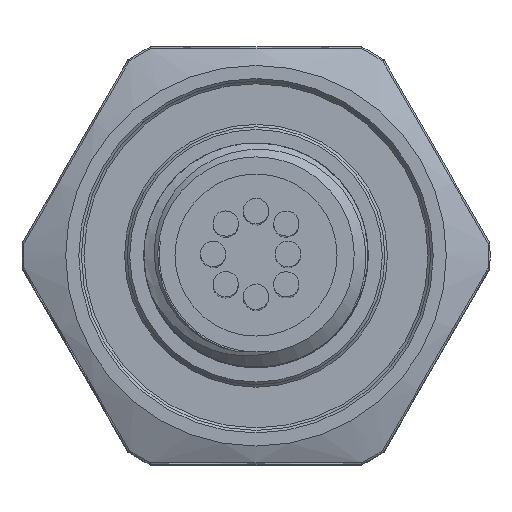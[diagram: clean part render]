
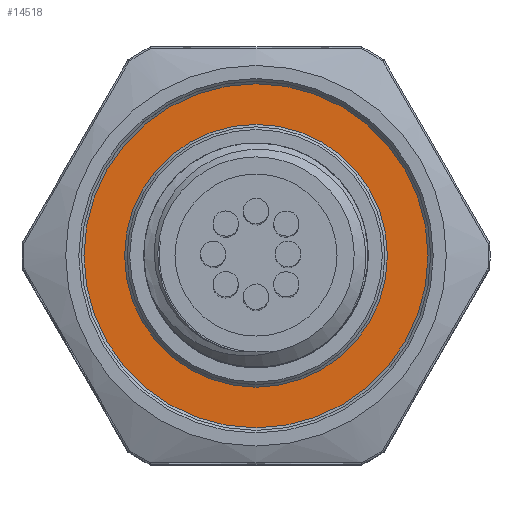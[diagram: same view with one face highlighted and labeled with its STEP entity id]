
A CAD part, top view. The second image highlights one B-rep face of the part: STEP entity #14518.
In plain terms, the highlighted planar face has unit normal (0, 0, 1).
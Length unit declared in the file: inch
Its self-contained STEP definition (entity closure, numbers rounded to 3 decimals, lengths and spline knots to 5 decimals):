
#716=CIRCLE($,#15503,0.3345);
#721=CIRCLE($,#15510,0.2555);
#1319=FACE_BOUND($,#3416,.T.);
#1661=PLANE($,#15549);
#2320=FACE_OUTER_BOUND($,#3415,.T.);
#3415=EDGE_LOOP($,(#11219));
#3416=EDGE_LOOP($,(#11220));
#6632=VERTEX_POINT($,#29539);
#6637=VERTEX_POINT($,#29551);
#8285=EDGE_CURVE($,#6632,#6632,#716,.T.);
#8290=EDGE_CURVE($,#6637,#6637,#721,.T.);
#11219=ORIENTED_EDGE($,*,*,#8285,.T.);
#11220=ORIENTED_EDGE($,*,*,#8290,.T.);
#14518=ADVANCED_FACE($,(#2320,#1319),#1661,.T.);
#15503=AXIS2_PLACEMENT_3D($,#29540,#17900,#17901);
#15510=AXIS2_PLACEMENT_3D($,#29552,#17914,#17915);
#15549=AXIS2_PLACEMENT_3D($,#31042,#17995,#17996);
#17900=DIRECTION('center_axis',(0.,0.,1.));
#17901=DIRECTION('ref_axis',(1.,0.,0.));
#17914=DIRECTION('center_axis',(0.,0.,-1.));
#17915=DIRECTION('ref_axis',(1.,0.,0.));
#17995=DIRECTION('center_axis',(0.,0.,1.));
#17996=DIRECTION('ref_axis',(1.,0.,0.));
#29539=CARTESIAN_POINT('',(0.3345,0.,0.2605));
#29540=CARTESIAN_POINT('Origin',(0.,0.,0.2605));
#29551=CARTESIAN_POINT('',(0.2555,0.,0.2605));
#29552=CARTESIAN_POINT('Origin',(0.,0.,0.2605));
#31042=CARTESIAN_POINT('Origin',(0.,0.,0.2605));
